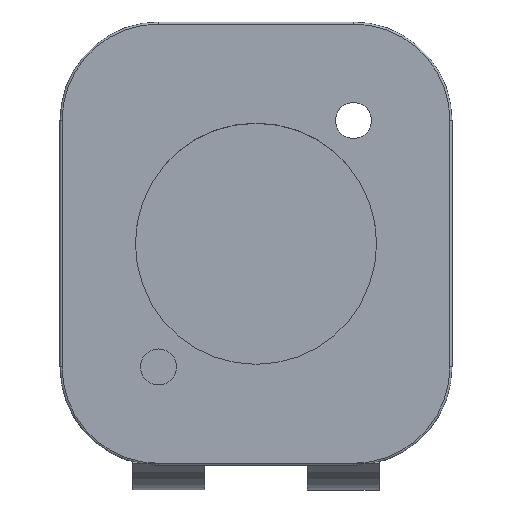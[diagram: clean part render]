
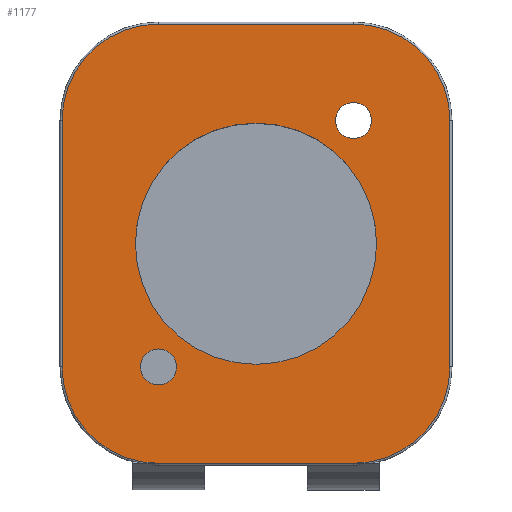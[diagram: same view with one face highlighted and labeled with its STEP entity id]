
A CAD part, top view. The second image highlights one B-rep face of the part: STEP entity #1177.
In plain terms, the highlighted planar face has unit normal (0, 0, 1).
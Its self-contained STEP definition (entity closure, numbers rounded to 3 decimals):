
#221=DIRECTION('',(0.,1.,0.));
#222=VECTOR('',#221,24.);
#223=CARTESIAN_POINT('',(18.9,-12.,1.));
#224=LINE('',#223,#222);
#230=CARTESIAN_POINT('',(9.5,-12.,1.));
#231=DIRECTION('',(0.,0.,1.));
#232=DIRECTION('',(0.,-1.,0.));
#233=AXIS2_PLACEMENT_3D('',#230,#231,#232);
#240=DIRECTION('',(1.,0.,0.));
#241=VECTOR('',#240,19.);
#242=CARTESIAN_POINT('',(-9.5,-21.4,1.));
#243=LINE('',#242,#241);
#249=CARTESIAN_POINT('',(-9.5,-12.,1.));
#250=DIRECTION('',(0.,0.,1.));
#251=DIRECTION('',(-1.,0.,0.));
#252=AXIS2_PLACEMENT_3D('',#249,#250,#251);
#259=DIRECTION('',(0.,-1.,0.));
#260=VECTOR('',#259,24.);
#261=CARTESIAN_POINT('',(-18.9,12.,1.));
#262=LINE('',#261,#260);
#268=CARTESIAN_POINT('',(-9.5,12.,1.));
#269=DIRECTION('',(0.,0.,1.));
#270=DIRECTION('',(0.,1.,0.));
#271=AXIS2_PLACEMENT_3D('',#268,#269,#270);
#282=DIRECTION('',(-1.,0.,0.));
#283=VECTOR('',#282,19.);
#284=CARTESIAN_POINT('',(9.5,21.4,1.));
#285=LINE('',#284,#283);
#355=CARTESIAN_POINT('',(9.5,12.,1.));
#356=DIRECTION('',(0.,0.,1.));
#357=DIRECTION('',(1.,0.,0.));
#358=AXIS2_PLACEMENT_3D('',#355,#356,#357);
#360=CARTESIAN_POINT('',(9.5,12.,1.));
#361=DIRECTION('',(0.,0.,-1.));
#362=DIRECTION('',(1.,0.,0.));
#363=AXIS2_PLACEMENT_3D('',#360,#361,#362);
#365=CARTESIAN_POINT('',(9.5,12.,1.));
#366=DIRECTION('',(0.,0.,-1.));
#367=DIRECTION('',(-1.,0.,0.));
#368=AXIS2_PLACEMENT_3D('',#365,#366,#367);
#370=CARTESIAN_POINT('',(-9.5,-12.,1.));
#371=DIRECTION('',(0.,0.,-1.));
#372=DIRECTION('',(1.,0.,0.));
#373=AXIS2_PLACEMENT_3D('',#370,#371,#372);
#375=CARTESIAN_POINT('',(-9.5,-12.,1.));
#376=DIRECTION('',(0.,0.,-1.));
#377=DIRECTION('',(-1.,0.,0.));
#378=AXIS2_PLACEMENT_3D('',#375,#376,#377);
#380=CARTESIAN_POINT('',(0.,0.,1.));
#381=DIRECTION('',(0.,0.,-1.));
#382=DIRECTION('',(1.,0.,0.));
#383=AXIS2_PLACEMENT_3D('',#380,#381,#382);
#385=CARTESIAN_POINT('',(0.,0.,1.));
#386=DIRECTION('',(0.,0.,-1.));
#387=DIRECTION('',(-1.,0.,0.));
#388=AXIS2_PLACEMENT_3D('',#385,#386,#387);
#784=CARTESIAN_POINT('',(11.25,12.,1.));
#785=CARTESIAN_POINT('',(7.75,12.,1.));
#786=VERTEX_POINT('',#784);
#787=VERTEX_POINT('',#785);
#788=CARTESIAN_POINT('',(-7.75,-12.,1.));
#789=CARTESIAN_POINT('',(-11.25,-12.,1.));
#790=VERTEX_POINT('',#788);
#791=VERTEX_POINT('',#789);
#796=CARTESIAN_POINT('',(11.75,0.,1.));
#797=CARTESIAN_POINT('',(-11.75,0.,1.));
#798=VERTEX_POINT('',#796);
#799=VERTEX_POINT('',#797);
#848=CARTESIAN_POINT('',(-9.5,21.4,1.));
#850=VERTEX_POINT('',#848);
#856=CARTESIAN_POINT('',(-18.9,12.,1.));
#858=VERTEX_POINT('',#856);
#864=CARTESIAN_POINT('',(-18.9,-12.,1.));
#866=VERTEX_POINT('',#864);
#872=CARTESIAN_POINT('',(-9.5,-21.4,1.));
#874=VERTEX_POINT('',#872);
#880=CARTESIAN_POINT('',(9.5,-21.4,1.));
#882=VERTEX_POINT('',#880);
#888=CARTESIAN_POINT('',(18.9,-12.,1.));
#890=VERTEX_POINT('',#888);
#896=CARTESIAN_POINT('',(18.9,12.,1.));
#898=VERTEX_POINT('',#896);
#904=CARTESIAN_POINT('',(9.5,21.4,1.));
#906=VERTEX_POINT('',#904);
#1144=CARTESIAN_POINT('',(0.,0.,1.));
#1145=DIRECTION('',(0.,0.,1.));
#1146=DIRECTION('',(1.,0.,0.));
#1147=AXIS2_PLACEMENT_3D('',#1144,#1145,#1146);
#1148=PLANE('',#1147);
#1149=ORIENTED_EDGE('',*,*,#1012,.F.);
#1150=ORIENTED_EDGE('',*,*,#1137,.F.);
#1151=ORIENTED_EDGE('',*,*,#919,.F.);
#1152=ORIENTED_EDGE('',*,*,#935,.F.);
#1153=ORIENTED_EDGE('',*,*,#950,.F.);
#1154=ORIENTED_EDGE('',*,*,#965,.F.);
#1155=ORIENTED_EDGE('',*,*,#980,.F.);
#1156=ORIENTED_EDGE('',*,*,#995,.F.);
#1157=EDGE_LOOP('',(#1149,#1150,#1151,#1152,#1153,#1154,#1155,#1156));
#1158=FACE_OUTER_BOUND('',#1157,.F.);
#1160=ORIENTED_EDGE('',*,*,#1159,.F.);
#1162=ORIENTED_EDGE('',*,*,#1161,.F.);
#1163=EDGE_LOOP('',(#1160,#1162));
#1164=FACE_BOUND('',#1163,.F.);
#1166=ORIENTED_EDGE('',*,*,#1165,.F.);
#1168=ORIENTED_EDGE('',*,*,#1167,.F.);
#1169=EDGE_LOOP('',(#1166,#1168));
#1170=FACE_BOUND('',#1169,.F.);
#1172=ORIENTED_EDGE('',*,*,#1171,.F.);
#1174=ORIENTED_EDGE('',*,*,#1173,.F.);
#1175=EDGE_LOOP('',(#1172,#1174));
#1176=FACE_BOUND('',#1175,.F.);
#234=CIRCLE('',#233,9.4);
#253=CIRCLE('',#252,9.4);
#272=CIRCLE('',#271,9.4);
#359=CIRCLE('',#358,9.4);
#364=CIRCLE('',#363,1.75);
#369=CIRCLE('',#368,1.75);
#374=CIRCLE('',#373,1.75);
#379=CIRCLE('',#378,1.75);
#384=CIRCLE('',#383,11.75);
#389=CIRCLE('',#388,11.75);
#919=EDGE_CURVE('',#890,#898,#224,.T.);
#935=EDGE_CURVE('',#882,#890,#234,.T.);
#950=EDGE_CURVE('',#874,#882,#243,.T.);
#965=EDGE_CURVE('',#866,#874,#253,.T.);
#980=EDGE_CURVE('',#858,#866,#262,.T.);
#995=EDGE_CURVE('',#850,#858,#272,.T.);
#1012=EDGE_CURVE('',#906,#850,#285,.T.);
#1137=EDGE_CURVE('',#898,#906,#359,.T.);
#1159=EDGE_CURVE('',#786,#787,#364,.T.);
#1161=EDGE_CURVE('',#787,#786,#369,.T.);
#1165=EDGE_CURVE('',#790,#791,#374,.T.);
#1167=EDGE_CURVE('',#791,#790,#379,.T.);
#1171=EDGE_CURVE('',#798,#799,#384,.T.);
#1173=EDGE_CURVE('',#799,#798,#389,.T.);
#1177=ADVANCED_FACE('',(#1158,#1164,#1170,#1176),#1148,.T.);
